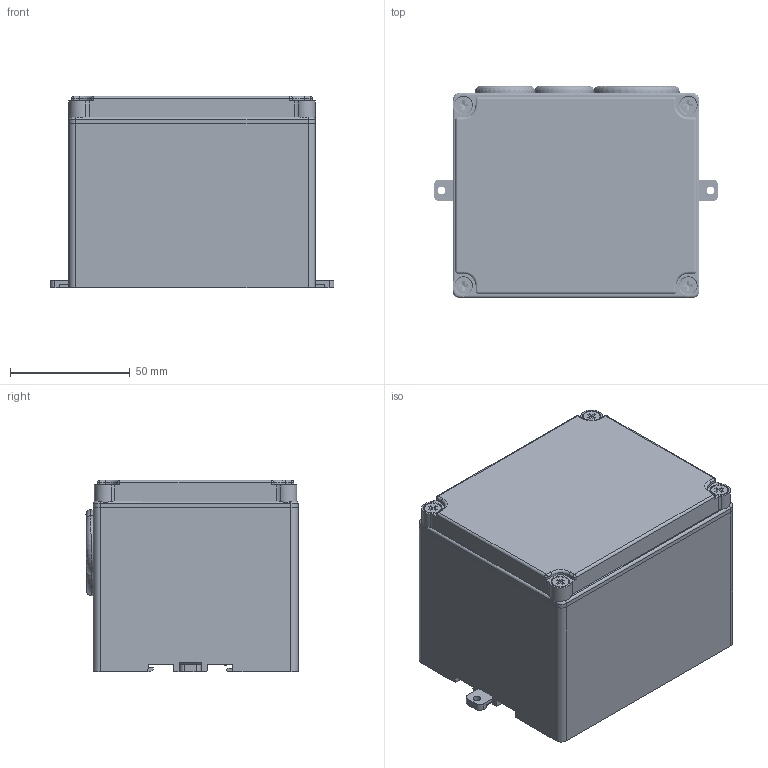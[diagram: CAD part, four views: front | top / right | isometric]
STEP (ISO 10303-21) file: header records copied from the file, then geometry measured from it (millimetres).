
FILE_DESCRIPTION(/* description */ (''),/* implementation_level */ '2;1');
FILE_NAME(/* name */ '',/* time_stamp */ '2025-09-09T14:46:45+08:00',/* author */ (''),/* organization */ (''),/* preprocessor_version */ 'ST-DEVELOPER v14',/* originating_system */ 'SIEMENS PLM Software NX 8.0',/* authorisation */ '');
FILE_SCHEMA (('AP203_CONFIGURATION_CONTROLLED_3D_DESIGN_OF_MECHANICAL_PARTS_AND_ASSEMBLIES_MIM_LF { 1 0 10303 403 2 1 2}'));
Products named in the file (1): DELL61E059CDaspf
Bounding box: 118.4 x 88.51 x 80 mm (x, y, z)
Volume: 294427 mm3; surface area: 114047.1 mm2
Topology: 8 solids, 9 shells, 1929 faces, 5234 edges, 3471 vertices
Faces by surface type: plane 1372, cylinder 487, cone 24, torus 14, bspline 13, extrusion 11, sphere 8
Full cylindrical faces by diameter (mm): 1.168 x108, 1.178 x36, 1.5 x1, 2.2 x1, 3.2 x2, 4 x4, 4.2 x4, 5 x31, 5.439 x1, 6 x4, 7.1 x4, 18 x2, 29 x1
Entity records: 92935 total; most frequent: CARTESIAN_POINT 43969, ORIENTED_EDGE 9880, DIRECTION 9721, EDGE_CURVE 4940, VECTOR 3769, LINE 3758, VERTEX_POINT 3402, AXIS2_PLACEMENT_3D 2976
